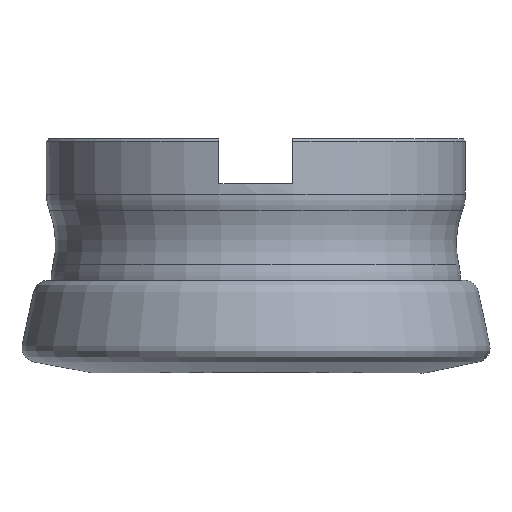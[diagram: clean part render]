
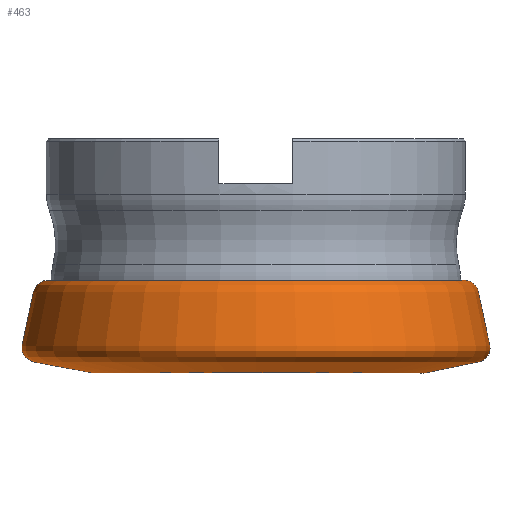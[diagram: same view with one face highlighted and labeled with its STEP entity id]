
A CAD part, front view. The second image highlights one B-rep face of the part: STEP entity #463.
In plain terms, the highlighted face is a revolution surface.
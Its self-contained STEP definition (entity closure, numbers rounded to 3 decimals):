
#463=ADVANCED_FACE('',(#509),#497,.T.);
#497=SURFACE_OF_REVOLUTION('',#499,#498);
#498=AXIS1_PLACEMENT('',#1031,#767);
#499=B_SPLINE_CURVE_WITH_KNOTS('',5,(#948,#949,#950,#951,#952,#953,#954,
#955,#956,#957,#958,#959,#960,#961,#962,#963,#964,#965,#966,#967,#968,#969,
#970,#971,#972,#973,#974,#975,#976,#977,#978,#979,#980,#981,#982,#983,#984,
#985,#986,#987,#988,#989,#990,#991,#992,#993,#994,#995,#996,#997,#998,#999,
#1000,#1001,#1002,#1003,#1004,#1005,#1006,#1007,#1008,#1009,#1010,#1011,
#1012,#1013,#1014,#1015,#1016,#1017,#1018,#1019,#1020,#1021,#1022,#1023,
#1024,#1025,#1026,#1027,#1028,#1029,#1030),.UNSPECIFIED.,.T.,.F.,(1,1,1,
1,1,1,1,1,1,1,1,1,1,1,1,1,1,1,1,1,1,1,1,1,1,1,1,1,1,1,1,1,1,1,1,1,1,1,1,
1,1,1,1,1,1,1,1,1,1,1,1,1,1,1,1,1,1,1,1,1,1,1,1,1,1,1,1,1,1,1,1,1,1,1,1,
1,1,1,1,1,1,1,1,1,1,1,1,1,1),(-0.052,-0.046,-0.04,
-0.034,-0.024,0.,0.118,0.142,
0.148,0.155,0.161,0.167,
0.173,0.179,0.185,0.191,
0.197,0.203,0.209,0.219,
0.225,0.227,0.228,0.229,
0.262,0.35,0.385,0.387,
0.389,0.39,0.397,0.406,
0.412,0.417,0.424,0.429,
0.434,0.44,0.446,0.452,
0.458,0.463,0.464,0.475,
0.538,0.615,0.64,0.647,
0.653,0.658,0.664,0.67,
0.676,0.682,0.689,0.695,
0.701,0.707,0.711,0.712,
0.712,0.713,0.714,0.72,
0.724,0.726,0.728,0.731,
0.773,0.859,0.898,0.906,0.912,
0.918,0.924,0.93,0.936,
0.942,0.948,0.954,0.96,
0.966,0.976,1.,1.118,1.142,
1.148,1.155,1.161),.UNSPECIFIED.);
#509=FACE_BOUND('',#548,.T.);
#548=VERTEX_LOOP('',#549);
#549=VERTEX_POINT('',#947);
#767=DIRECTION('',(0.,0.,-1.));
#947=CARTESIAN_POINT('',(34.957,0.,-32.765));
#948=CARTESIAN_POINT('',(33.115,0.,-33.135));
#949=CARTESIAN_POINT('',(35.189,0.,-32.732));
#950=CARTESIAN_POINT('',(37.606,0.,-32.2));
#951=CARTESIAN_POINT('',(39.974,0.,-31.734));
#952=CARTESIAN_POINT('',(42.314,0.,-31.242));
#953=CARTESIAN_POINT('',(44.418,0.,-30.808));
#954=CARTESIAN_POINT('',(45.056,0.,-30.676));
#955=CARTESIAN_POINT('',(45.488,0.,-30.697));
#956=CARTESIAN_POINT('',(45.884,0.,-30.74));
#957=CARTESIAN_POINT('',(46.285,0.,-30.858));
#958=CARTESIAN_POINT('',(46.654,0.,-31.012));
#959=CARTESIAN_POINT('',(46.999,0.,-31.219));
#960=CARTESIAN_POINT('',(47.32,0.,-31.475));
#961=CARTESIAN_POINT('',(47.593,0.,-31.761));
#962=CARTESIAN_POINT('',(47.868,0.,-32.136));
#963=CARTESIAN_POINT('',(48.072,0.,-32.539));
#964=CARTESIAN_POINT('',(48.199,0.,-32.907));
#965=CARTESIAN_POINT('',(48.252,0.,-33.24));
#966=CARTESIAN_POINT('',(48.311,0.,-33.5));
#967=CARTESIAN_POINT('',(48.43,0.,-34.064));
#968=CARTESIAN_POINT('',(48.778,0.,-35.701));
#969=CARTESIAN_POINT('',(49.22,0.,-37.788));
#970=CARTESIAN_POINT('',(49.664,0.,-39.879));
#971=CARTESIAN_POINT('',(50.112,0.,-41.978));
#972=CARTESIAN_POINT('',(50.471,0.,-43.667));
#973=CARTESIAN_POINT('',(50.603,0.,-44.285));
#974=CARTESIAN_POINT('',(50.658,0.,-44.566));
#975=CARTESIAN_POINT('',(50.746,0.,-44.892));
#976=CARTESIAN_POINT('',(50.789,0.,-45.264));
#977=CARTESIAN_POINT('',(50.774,0.,-45.716));
#978=CARTESIAN_POINT('',(50.693,0.,-46.146));
#979=CARTESIAN_POINT('',(50.58,0.,-46.498));
#980=CARTESIAN_POINT('',(50.415,0.,-46.857));
#981=CARTESIAN_POINT('',(50.2,0.,-47.185));
#982=CARTESIAN_POINT('',(49.957,0.,-47.478));
#983=CARTESIAN_POINT('',(49.655,0.,-47.748));
#984=CARTESIAN_POINT('',(49.346,0.,-47.965));
#985=CARTESIAN_POINT('',(49.058,0.,-48.108));
#986=CARTESIAN_POINT('',(48.702,0.,-48.257));
#987=CARTESIAN_POINT('',(47.581,0.,-48.486));
#988=CARTESIAN_POINT('',(45.544,0.,-48.914));
#989=CARTESIAN_POINT('',(43.228,0.,-49.38));
#990=CARTESIAN_POINT('',(40.842,0.,-49.895));
#991=CARTESIAN_POINT('',(38.515,0.,-50.359));
#992=CARTESIAN_POINT('',(36.952,0.,-50.697));
#993=CARTESIAN_POINT('',(36.298,0.,-50.819));
#994=CARTESIAN_POINT('',(35.897,0.,-50.793));
#995=CARTESIAN_POINT('',(35.52,0.,-50.755));
#996=CARTESIAN_POINT('',(35.131,0.,-50.638));
#997=CARTESIAN_POINT('',(34.771,0.,-50.493));
#998=CARTESIAN_POINT('',(34.417,0.,-50.281));
#999=CARTESIAN_POINT('',(34.108,0.,-50.038));
#1000=CARTESIAN_POINT('',(33.825,0.,-49.747));
#1001=CARTESIAN_POINT('',(33.594,0.,-49.436));
#1002=CARTESIAN_POINT('',(33.444,0.,-49.171));
#1003=CARTESIAN_POINT('',(33.347,0.,-48.954));
#1004=CARTESIAN_POINT('',(33.289,0.,-48.799));
#1005=CARTESIAN_POINT('',(33.262,0.,-48.714));
#1006=CARTESIAN_POINT('',(33.226,0.,-48.607));
#1007=CARTESIAN_POINT('',(33.188,0.,-48.448));
#1008=CARTESIAN_POINT('',(33.148,0.,-48.279));
#1009=CARTESIAN_POINT('',(33.113,0.,-48.077));
#1010=CARTESIAN_POINT('',(33.055,0.,-47.847));
#1011=CARTESIAN_POINT('',(32.917,0.,-47.154));
#1012=CARTESIAN_POINT('',(32.501,0.,-45.417));
#1013=CARTESIAN_POINT('',(32.119,0.,-43.176));
#1014=CARTESIAN_POINT('',(31.463,0.,-40.895));
#1015=CARTESIAN_POINT('',(31.127,0.,-38.529));
#1016=CARTESIAN_POINT('',(30.591,0.,-36.669));
#1017=CARTESIAN_POINT('',(30.579,0.,-35.8));
#1018=CARTESIAN_POINT('',(30.677,0.,-35.367));
#1019=CARTESIAN_POINT('',(30.775,0.,-34.997));
#1020=CARTESIAN_POINT('',(30.961,0.,-34.628));
#1021=CARTESIAN_POINT('',(31.162,0.,-34.301));
#1022=CARTESIAN_POINT('',(31.432,0.,-33.998));
#1023=CARTESIAN_POINT('',(31.719,0.,-33.728));
#1024=CARTESIAN_POINT('',(32.053,0.,-33.519));
#1025=CARTESIAN_POINT('',(32.453,0.,-33.296));
#1026=CARTESIAN_POINT('',(33.115,0.,-33.135));
#1027=CARTESIAN_POINT('',(35.189,0.,-32.732));
#1028=CARTESIAN_POINT('',(37.606,0.,-32.2));
#1029=CARTESIAN_POINT('',(39.974,0.,-31.734));
#1030=CARTESIAN_POINT('',(42.314,0.,-31.242));
#1031=CARTESIAN_POINT('',(0.,0.,0.));
